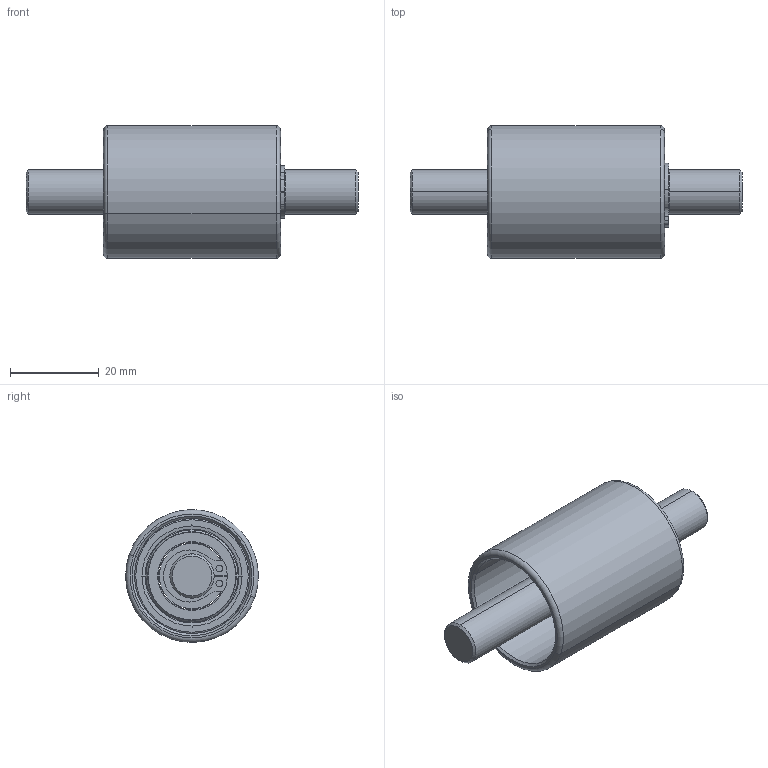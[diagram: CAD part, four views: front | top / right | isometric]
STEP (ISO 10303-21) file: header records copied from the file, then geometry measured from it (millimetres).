
FILE_DESCRIPTION (( 'STEP AP203' ), '1' );
FILE_NAME ('5390.STEP', '2025-06-17T13:55:08', ( '' ), ( '' ), 'SwSTEP 2.0', 'SolidWorks 2024', '' );
FILE_SCHEMA (( 'CONFIG_CONTROL_DESIGN' ));
Length unit declared in the file: millimetre
Products named in the file (10): 50224; skf_bearing_6000-2z_2_05; skf_bearing_6000-2z_2_01; skf_bearing_6000-2z_2_04; 73201; skf_bearing_6000-2z_2_02; skf_bearing_6000-2z_2; skf_bearing_6000-2z_2_03; DIN471 10; 5390
Assembly tree (11 placements, depth 3):
  5390
    50224
    73201
    skf_bearing_6000-2z_2  x2
      skf_bearing_6000-2z_2_01
      skf_bearing_6000-2z_2_02
      skf_bearing_6000-2z_2_03
      skf_bearing_6000-2z_2_04
      skf_bearing_6000-2z_2_05
    DIN471 10  x2
Bounding box: 75 x 30 x 30 mm (x, y, z)
Volume: 19444.9 mm3; surface area: 18624 mm2
Topology: 14 solids, 14 shells, 300 faces, 748 edges, 490 vertices
Faces by surface type: cylinder 106, torus 68, plane 50, cone 48, sphere 28
Entity records: 6086 total; most frequent: DIRECTION 968, CARTESIAN_POINT 951, ORIENTED_EDGE 756, AXIS2_PLACEMENT_3D 433, EDGE_CURVE 378, VERTEX_POINT 248, CIRCLE 248, EDGE_LOOP 210
